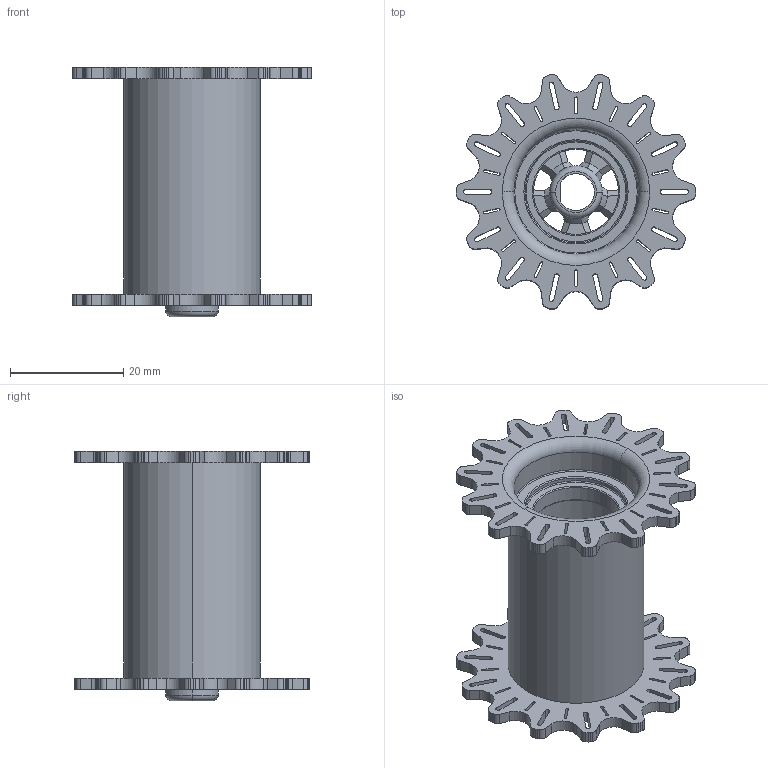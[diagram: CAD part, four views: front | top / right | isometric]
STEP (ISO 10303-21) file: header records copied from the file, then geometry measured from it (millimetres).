
FILE_DESCRIPTION (( 'STEP AP214' ), '1' );
FILE_NAME ('6. Sprocket.STEP', '2021-05-27T18:11:46', ( '' ), ( '' ), 'SwSTEP 2.0', 'SolidWorks 2020', '' );
FILE_SCHEMA (( 'AUTOMOTIVE_DESIGN' ));
Length unit declared in the file: millimetre
Products named in the file (1): 6. Sprocket
Bounding box: 42.28 x 41.35 x 44 mm (x, y, z)
Volume: 7226.4 mm3; surface area: 11323.5 mm2
Topology: 1 solids, 1 shells, 679 faces, 1924 edges, 1250 vertices
Faces by surface type: plane 323, cylinder 278, bspline 40, cone 20, torus 18
Entity records: 22394 total; most frequent: CARTESIAN_POINT 4214, ORIENTED_EDGE 3848, DIRECTION 3750, EDGE_CURVE 1924, AXIS2_PLACEMENT_3D 1274, VERTEX_POINT 1250, VECTOR 1202, LINE 1202
